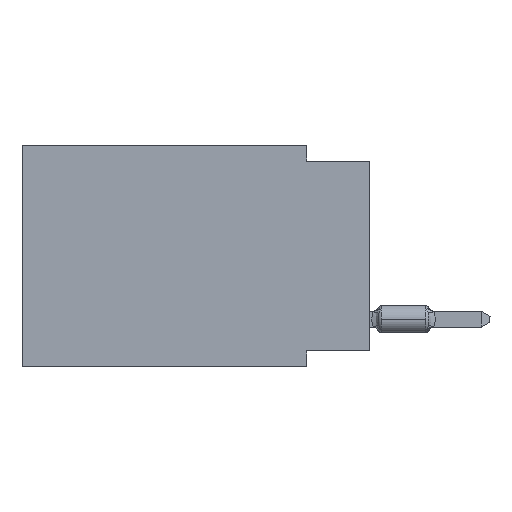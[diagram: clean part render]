
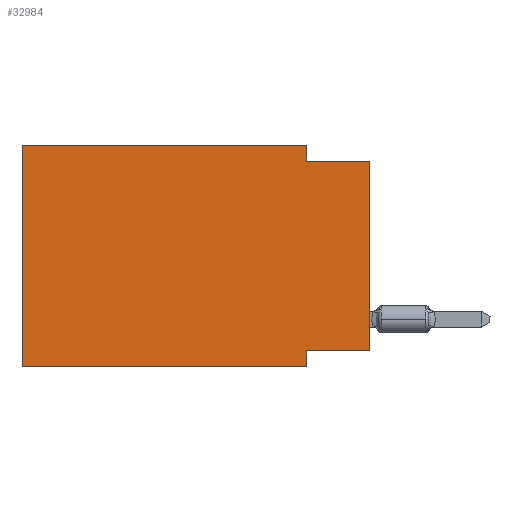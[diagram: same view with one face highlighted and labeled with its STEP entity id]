
A CAD part, left-side view. The second image highlights one B-rep face of the part: STEP entity #32984.
In plain terms, the highlighted planar face has unit normal (-1, 0, 0).
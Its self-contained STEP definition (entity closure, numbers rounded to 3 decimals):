
#972 = AXIS2_PLACEMENT_3D ( 'NONE', #12639, #39982, #60664 ) ;
#1926 = EDGE_CURVE ( 'NONE', #8950, #66755, #59594, .T. ) ;
#2856 = CARTESIAN_POINT ( 'NONE',  ( 0., 2.54, -8.89 ) ) ;
#3097 = LINE ( 'NONE', #36716, #65403 ) ;
#4459 = VECTOR ( 'NONE', #22696, 1000. ) ;
#6437 = VERTEX_POINT ( 'NONE', #61147 ) ;
#6605 = CARTESIAN_POINT ( 'NONE',  ( 0., 0., -0.635 ) ) ;
#8950 = VERTEX_POINT ( 'NONE', #25905 ) ;
#10945 = VERTEX_POINT ( 'NONE', #2856 ) ;
#11294 = CARTESIAN_POINT ( 'NONE',  ( 0., 0., 0. ) ) ;
#12272 = VECTOR ( 'NONE', #44515, 1000. ) ;
#12639 = CARTESIAN_POINT ( 'NONE',  ( 0., 13.97, 0. ) ) ;
#13565 = DIRECTION ( 'NONE',  ( 0., 1., 0. ) ) ;
#17768 = EDGE_CURVE ( 'NONE', #66755, #6437, #44081, .T. ) ;
#19061 = VERTEX_POINT ( 'NONE', #54610 ) ;
#20445 = LINE ( 'NONE', #57937, #34014 ) ;
#21493 = DIRECTION ( 'NONE',  ( 0., 0., -1. ) ) ;
#21815 = LINE ( 'NONE', #11294, #48790 ) ;
#22613 = ORIENTED_EDGE ( 'NONE', *, *, #17768, .F. ) ;
#22696 = DIRECTION ( 'NONE',  ( 0., -1., 0. ) ) ;
#25033 = CARTESIAN_POINT ( 'NONE',  ( 0., 2.54, -8.255 ) ) ;
#25669 = ORIENTED_EDGE ( 'NONE', *, *, #56555, .T. ) ;
#25905 = CARTESIAN_POINT ( 'NONE',  ( 0., 2.54, 0. ) ) ;
#27911 = EDGE_CURVE ( 'NONE', #19061, #8950, #46448, .T. ) ;
#28997 = CARTESIAN_POINT ( 'NONE',  ( 0., 0., -8.255 ) ) ;
#29278 = DIRECTION ( 'NONE',  ( 0., -1., 0. ) ) ;
#29624 = CARTESIAN_POINT ( 'NONE',  ( 0., 13.97, 0. ) ) ;
#30960 = ORIENTED_EDGE ( 'NONE', *, *, #54569, .F. ) ;
#31532 = CARTESIAN_POINT ( 'NONE',  ( 0., 13.97, -8.89 ) ) ;
#32984 = ADVANCED_FACE ( 'NONE', ( #54363 ), #45229, .F. ) ;
#34014 = VECTOR ( 'NONE', #21493, 1000. ) ;
#34961 = EDGE_CURVE ( 'NONE', #64346, #62756, #50705, .T. ) ;
#35470 = VECTOR ( 'NONE', #29278, 1000. ) ;
#36584 = ORIENTED_EDGE ( 'NONE', *, *, #44017, .F. ) ;
#36716 = CARTESIAN_POINT ( 'NONE',  ( 0., 13.97, 0. ) ) ;
#37408 = DIRECTION ( 'NONE',  ( 0., -1., 0. ) ) ;
#37553 = ORIENTED_EDGE ( 'NONE', *, *, #1926, .F. ) ;
#37760 = CARTESIAN_POINT ( 'NONE',  ( 0., 13.97, -8.89 ) ) ;
#38566 = CARTESIAN_POINT ( 'NONE',  ( 0., 2.54, 0. ) ) ;
#39982 = DIRECTION ( 'NONE',  ( 1., 0., 0. ) ) ;
#41279 = DIRECTION ( 'NONE',  ( 0., 0., 1. ) ) ;
#44017 = EDGE_CURVE ( 'NONE', #62756, #10945, #20445, .T. ) ;
#44081 = LINE ( 'NONE', #6605, #4459 ) ;
#44515 = DIRECTION ( 'NONE',  ( 0., 0., -1. ) ) ;
#45229 = PLANE ( 'NONE',  #972 ) ;
#46448 = LINE ( 'NONE', #29624, #35470 ) ;
#47648 = VERTEX_POINT ( 'NONE', #31532 ) ;
#48790 = VECTOR ( 'NONE', #54031, 1000. ) ;
#49391 = CARTESIAN_POINT ( 'NONE',  ( 0., 2.54, -0.635 ) ) ;
#50705 = LINE ( 'NONE', #28997, #52480 ) ;
#52480 = VECTOR ( 'NONE', #13565, 1000. ) ;
#54014 = EDGE_CURVE ( 'NONE', #47648, #10945, #54556, .T. ) ;
#54031 = DIRECTION ( 'NONE',  ( 0., 0., 1. ) ) ;
#54363 = FACE_OUTER_BOUND ( 'NONE', #60320, .T. ) ;
#54556 = LINE ( 'NONE', #37760, #66456 ) ;
#54569 = EDGE_CURVE ( 'NONE', #47648, #19061, #3097, .T. ) ;
#54610 = CARTESIAN_POINT ( 'NONE',  ( 0., 13.97, 0. ) ) ;
#56555 = EDGE_CURVE ( 'NONE', #64346, #6437, #21815, .T. ) ;
#57937 = CARTESIAN_POINT ( 'NONE',  ( 0., 2.54, -8.89 ) ) ;
#59594 = LINE ( 'NONE', #38566, #12272 ) ;
#60320 = EDGE_LOOP ( 'NONE', ( #25669, #22613, #37553, #64335, #30960, #66987, #36584, #61829 ) ) ;
#60664 = DIRECTION ( 'NONE',  ( 0., 0., -1. ) ) ;
#61147 = CARTESIAN_POINT ( 'NONE',  ( 0., 0., -0.635 ) ) ;
#61829 = ORIENTED_EDGE ( 'NONE', *, *, #34961, .F. ) ;
#62756 = VERTEX_POINT ( 'NONE', #25033 ) ;
#62850 = CARTESIAN_POINT ( 'NONE',  ( 0., 0., -8.255 ) ) ;
#64335 = ORIENTED_EDGE ( 'NONE', *, *, #27911, .F. ) ;
#64346 = VERTEX_POINT ( 'NONE', #62850 ) ;
#65403 = VECTOR ( 'NONE', #41279, 1000. ) ;
#66456 = VECTOR ( 'NONE', #37408, 1000. ) ;
#66755 = VERTEX_POINT ( 'NONE', #49391 ) ;
#66987 = ORIENTED_EDGE ( 'NONE', *, *, #54014, .T. ) ;
